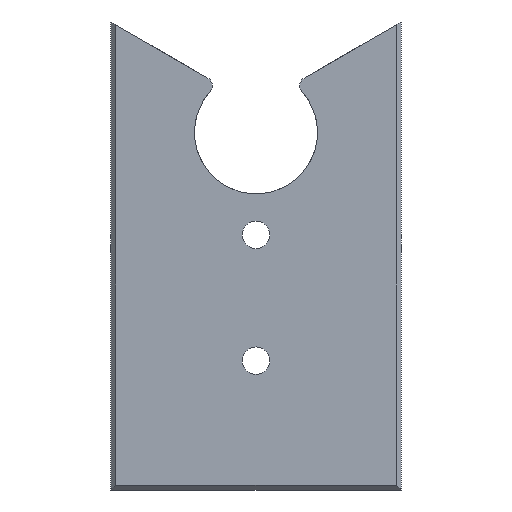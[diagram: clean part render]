
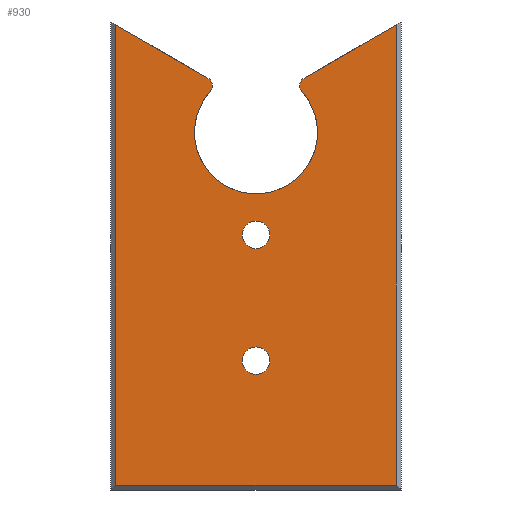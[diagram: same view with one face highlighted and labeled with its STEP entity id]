
A CAD part, front view. The second image highlights one B-rep face of the part: STEP entity #930.
In plain terms, the highlighted planar face has unit normal (0, -1, 0).
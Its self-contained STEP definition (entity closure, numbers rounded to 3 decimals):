
#297=DIRECTION('',(-0.866,0.,0.5));
#298=VECTOR('',#297,22.032);
#299=CARTESIAN_POINT('',(-9.92,0.,-16.948));
#300=LINE('',#299,#298);
#304=CARTESIAN_POINT('',(-10.82,0.,-18.507));
#305=DIRECTION('',(0.,-1.,0.));
#306=DIRECTION('',(0.746,0.,-0.666));
#307=AXIS2_PLACEMENT_3D('',#304,#305,#306);
#312=CARTESIAN_POINT('',(0.,0.,-28.16));
#313=DIRECTION('',(0.,1.,0.));
#314=DIRECTION('',(0.746,0.,0.666));
#315=AXIS2_PLACEMENT_3D('',#312,#313,#314);
#320=CARTESIAN_POINT('',(10.82,0.,-18.507));
#321=DIRECTION('',(0.,-1.,0.));
#322=DIRECTION('',(-0.5,0.,0.866));
#323=AXIS2_PLACEMENT_3D('',#320,#321,#322);
#328=DIRECTION('',(-0.866,0.,-0.5));
#329=VECTOR('',#328,22.032);
#330=CARTESIAN_POINT('',(29.,0.,-5.932));
#331=LINE('',#330,#329);
#335=CARTESIAN_POINT('',(0.,0.,-75.3));
#336=DIRECTION('',(0.,1.,0.));
#337=DIRECTION('',(0.,0.,-1.));
#338=AXIS2_PLACEMENT_3D('',#335,#336,#337);
#343=CARTESIAN_POINT('',(0.,0.,-75.3));
#344=DIRECTION('',(0.,1.,0.));
#345=DIRECTION('',(0.,0.,1.));
#346=AXIS2_PLACEMENT_3D('',#343,#344,#345);
#351=CARTESIAN_POINT('',(0.,0.,-49.3));
#352=DIRECTION('',(0.,1.,0.));
#353=DIRECTION('',(0.,0.,-1.));
#354=AXIS2_PLACEMENT_3D('',#351,#352,#353);
#359=CARTESIAN_POINT('',(0.,0.,-49.3));
#360=DIRECTION('',(0.,1.,0.));
#361=DIRECTION('',(0.,0.,1.));
#362=AXIS2_PLACEMENT_3D('',#359,#360,#361);
#367=DIRECTION('',(-1.,0.,0.));
#368=VECTOR('',#367,58.);
#369=CARTESIAN_POINT('',(29.,0.,-101.));
#370=LINE('',#369,#368);
#388=DIRECTION('',(0.,0.,1.));
#389=VECTOR('',#388,95.068);
#390=CARTESIAN_POINT('',(-29.,0.,-101.));
#391=LINE('',#390,#389);
#458=DIRECTION('',(0.,0.,-1.));
#459=VECTOR('',#458,95.068);
#460=CARTESIAN_POINT('',(29.,0.,-5.932));
#461=LINE('',#460,#459);
#626=CARTESIAN_POINT('',(29.,0.,-101.));
#627=CARTESIAN_POINT('',(-29.,0.,-101.));
#628=VERTEX_POINT('',#626);
#629=VERTEX_POINT('',#627);
#651=CARTESIAN_POINT('',(-9.92,0.,-16.948));
#653=VERTEX_POINT('',#651);
#654=CARTESIAN_POINT('',(29.,0.,-5.932));
#655=VERTEX_POINT('',#654);
#658=CARTESIAN_POINT('',(-9.477,0.,-19.705));
#659=VERTEX_POINT('',#658);
#664=CARTESIAN_POINT('',(9.92,0.,-16.948));
#666=VERTEX_POINT('',#664);
#684=CARTESIAN_POINT('',(9.477,0.,-19.705));
#685=VERTEX_POINT('',#684);
#696=CARTESIAN_POINT('',(-29.,0.,-5.932));
#697=VERTEX_POINT('',#696);
#716=CARTESIAN_POINT('',(0.,0.,-46.45));
#718=VERTEX_POINT('',#716);
#720=CARTESIAN_POINT('',(0.,0.,-52.15));
#722=VERTEX_POINT('',#720);
#724=CARTESIAN_POINT('',(0.,0.,-72.45));
#726=VERTEX_POINT('',#724);
#728=CARTESIAN_POINT('',(0.,0.,-78.15));
#730=VERTEX_POINT('',#728);
#897=CARTESIAN_POINT('',(30.,0.,-102.));
#898=DIRECTION('',(0.,-1.,0.));
#899=DIRECTION('',(0.,0.,-1.));
#900=AXIS2_PLACEMENT_3D('',#897,#898,#899);
#901=PLANE('',#900);
#903=ORIENTED_EDGE('',*,*,#902,.T.);
#905=ORIENTED_EDGE('',*,*,#904,.T.);
#907=ORIENTED_EDGE('',*,*,#906,.F.);
#909=ORIENTED_EDGE('',*,*,#908,.F.);
#911=ORIENTED_EDGE('',*,*,#910,.F.);
#913=ORIENTED_EDGE('',*,*,#912,.F.);
#914=ORIENTED_EDGE('',*,*,#881,.F.);
#916=ORIENTED_EDGE('',*,*,#915,.T.);
#917=EDGE_LOOP('',(#903,#905,#907,#909,#911,#913,#914,#916));
#918=FACE_OUTER_BOUND('',#917,.F.);
#920=ORIENTED_EDGE('',*,*,#919,.F.);
#922=ORIENTED_EDGE('',*,*,#921,.F.);
#923=EDGE_LOOP('',(#920,#922));
#924=FACE_BOUND('',#923,.F.);
#926=ORIENTED_EDGE('',*,*,#925,.F.);
#927=ORIENTED_EDGE('',*,*,#741,.F.);
#928=EDGE_LOOP('',(#926,#927));
#929=FACE_BOUND('',#928,.F.);
#930=ADVANCED_FACE('',(#918,#924,#929),#901,.T.);
#308=CIRCLE('',#307,1.8);
#316=CIRCLE('',#315,12.7);
#324=CIRCLE('',#323,1.8);
#339=CIRCLE('',#338,2.85);
#347=CIRCLE('',#346,2.85);
#355=CIRCLE('',#354,2.85);
#363=CIRCLE('',#362,2.85);
#741=EDGE_CURVE('',#718,#722,#363,.T.);
#881=EDGE_CURVE('',#655,#666,#331,.T.);
#902=EDGE_CURVE('',#628,#629,#370,.T.);
#904=EDGE_CURVE('',#629,#697,#391,.T.);
#906=EDGE_CURVE('',#653,#697,#300,.T.);
#908=EDGE_CURVE('',#659,#653,#308,.T.);
#910=EDGE_CURVE('',#685,#659,#316,.T.);
#912=EDGE_CURVE('',#666,#685,#324,.T.);
#915=EDGE_CURVE('',#655,#628,#461,.T.);
#919=EDGE_CURVE('',#730,#726,#339,.T.);
#921=EDGE_CURVE('',#726,#730,#347,.T.);
#925=EDGE_CURVE('',#722,#718,#355,.T.);
